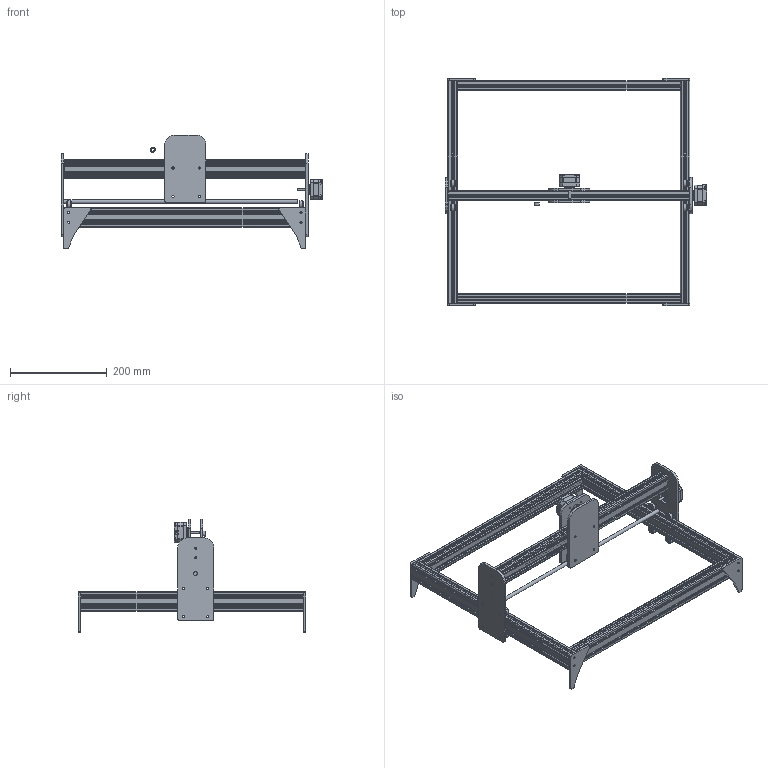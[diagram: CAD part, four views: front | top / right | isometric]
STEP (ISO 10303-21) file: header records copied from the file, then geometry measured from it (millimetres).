
FILE_DESCRIPTION(/* description */ (''),/* implementation_level */ '2;1');
FILE_NAME(/* name */ 'Laser Cutter v19.step',/* time_stamp */ '2021-12-23T08:41:45-05:00',/* author */ (''),/* organization */ (''),/* preprocessor_version */ 'ST-DEVELOPER v18.1',/* originating_system */ 'Autodesk Translation Framework v10.10.0.1391',/* authorisation */ '');
FILE_SCHEMA (('AUTOMOTIVE_DESIGN { 1 0 10303 214 3 1 1 }'));
Length unit declared in the file: millimetre
Products named in the file (31): Laser Cutter; Base; 5537T407_T-Slotted Framing (1); Gantry; 5537T407_T-Slotted Framing; Y-Motor Carriage Right; Mini Idler Pulley - POM V-Slot; Mini Idler Pulley - POM V-Slot_1; Y-Plate Right; NEMA 17; Y-Motor Carriage Left; Mini Idler Pulley - POM V-Slot_2; Mini Idler Pulley - POM V-Slot_3; Mini Idler Pulley - POM V-Slot_4; Y-Plate Left; Bar; Legs; Leg; Leg (1); Leg (2); Leg (1) (1); Laser Carriage; NEMA 17 (1); Mini Idler Pulley - POM V-Slot_5; Mini Idler Pulley - POM V-Slot_6; Mini Idler Pulley - POM V-Slot_7; Mini Idler Pulley - POM V-Slot_8; MR105ZZ; X Plate Front; X Plate Back; Spacer
Assembly tree (53 placements, depth 5):
  Laser Cutter
    Base
      5537T407_T-Slotted Framing (1)  x4
    Gantry
      5537T407_T-Slotted Framing
      Y-Motor Carriage Right
        Mini Idler Pulley - POM V-Slot_4  x2
          MR105ZZ
        Mini Idler Pulley - POM V-Slot
          MR105ZZ  x2
        Mini Idler Pulley - POM V-Slot_1
          MR105ZZ  x2
        Y-Plate Right
        NEMA 17
      Y-Motor Carriage Left
        Mini Idler Pulley - POM V-Slot_4  x2
          MR105ZZ
        Mini Idler Pulley - POM V-Slot_2
          MR105ZZ  x2
        Mini Idler Pulley - POM V-Slot_3
          MR105ZZ  x2
        Y-Plate Left
      Bar
    Legs
      Leg
      Leg (1)
      Leg (2)
      Leg (1) (1)
    Laser Carriage
      NEMA 17 (1)
      Mini Idler Pulley - POM V-Slot_5
        MR105ZZ  x2
      Mini Idler Pulley - POM V-Slot_6
        MR105ZZ  x2
      Mini Idler Pulley - POM V-Slot_7
        MR105ZZ  x2
      Mini Idler Pulley - POM V-Slot_8
        MR105ZZ  x2
      X Plate Front
      X Plate Back
    Spacer
Bounding box: 539.74 x 470 x 235 mm (x, y, z)
Volume: 1178102.2 mm3; surface area: 906580.9 mm2
Topology: 56 solids, 56 shells, 1802 faces, 4403 edges, 2860 vertices
Faces by surface type: plane 824, cylinder 758, torus 120, cone 52, bspline 32, sphere 16
Full cylindrical faces by diameter (mm): 0.965 x8, 3 x56, 3.984 x1, 4.293 x18, 4.5 x20, 5 x28, 5.499 x8, 6.26 x48, 6.5 x1, 8 x2, 8.5 x12, 8.74 x48, 9.144 x2, 10 x48, 10.5 x1, 15.23 x12, 21.996 x2, 26.924 x2, 28 x1, 30 x1
Entity records: 44602 total; most frequent: CARTESIAN_POINT 18011, DIRECTION 5427, ORIENTED_EDGE 5378, EDGE_CURVE 2689, AXIS2_PLACEMENT_3D 1996, VERTEX_POINT 1748, LINE 1435, VECTOR 1435
